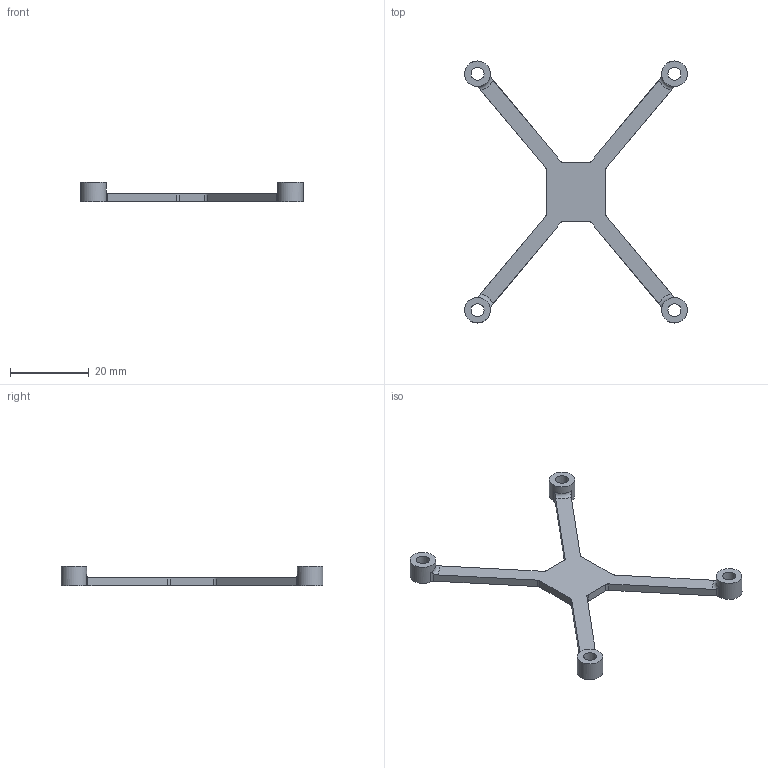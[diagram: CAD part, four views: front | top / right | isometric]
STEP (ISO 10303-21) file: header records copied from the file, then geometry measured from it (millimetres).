
FILE_DESCRIPTION(('STEP AP214'), '1');
FILE_NAME('Ñòîéêè ïëàòû', '', ('UNSPECIFIED'), ('UNSPECIFIED'), 'ASCON STEP Converter 1.3', 'ASCON Math Kernel', '');
FILE_SCHEMA(('AUTOMOTIVE_DESIGN { 1 0 10303 214 3 1 1}'));
Length unit declared in the file: millimetre
Bounding box: 56.5 x 66.5 x 5 mm (x, y, z)
Volume: 1796.2 mm3; surface area: 2591.5 mm2
Topology: 1 solids, 1 shells, 46 faces, 132 edges, 88 vertices
Faces by surface type: cylinder 24, plane 18, torus 4
Full cylindrical faces by diameter (mm): 3.3 x4, 6.5 x4
Entity records: 2136 total; most frequent: CARTESIAN_POINT 511, DIRECTION 254, ORIENTED_EDGE 248, EDGE_CURVE 124, AXIS2_PLACEMENT_3D 99, VERTEX_POINT 88, EDGE_LOOP 62, LINE 56
